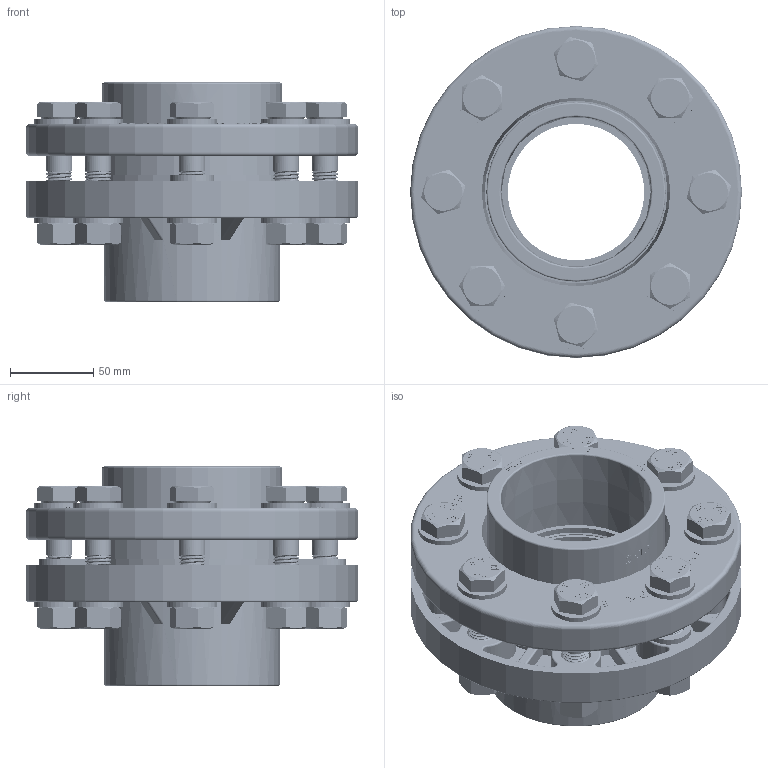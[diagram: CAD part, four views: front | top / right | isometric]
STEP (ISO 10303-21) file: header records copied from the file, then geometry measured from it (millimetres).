
FILE_DESCRIPTION(/* description */ (''),/* implementation_level */ '2;1');
FILE_NAME(/* name */ 'AF0706.000.090.step',/* time_stamp */ '2026-02-13T11:32:53+01:00',/* author */ (''),/* organization */ (''),/* preprocessor_version */ 'ST-DEVELOPER v20.1',/* originating_system */ 'Autodesk Translation Framework v14.24.0.0',/* authorisation */ '');
FILE_SCHEMA (('AUTOMOTIVE_DESIGN { 1 0 10303 214 3 1 1 }'));
Length unit declared in the file: millimetre
Products named in the file (7): 2026-02-13-07-50-12-920; 2026-02-13-08-51-43-319; 2026-02-13-08-51-36-358; 2026-02-13-08-51-48-582; 2026-02-13-10-23-30-893; DIN 125 - A 17 Stahl 100 HV Einfach; 2026-02-13-11-31-23-177
Assembly tree (28 placements, depth 2):
  2026-02-13-07-50-12-920
    2026-02-13-08-51-43-319
    2026-02-13-08-51-36-358
    2026-02-13-08-51-48-582
    2026-02-13-10-23-30-893
    2026-02-13-11-31-23-177  x8
    DIN 125 - A 17 Stahl 100 HV Einfach  x16
Bounding box: 199.9 x 199.9 x 132.45 mm (x, y, z)
Volume: 1227128.2 mm3; surface area: 372378.3 mm2
Topology: 36 solids, 36 shells, 2889 faces, 7691 edges, 5074 vertices
Faces by surface type: plane 1092, bspline 953, cylinder 677, torus 88, cone 79
Full cylindrical faces by diameter (mm): 3.5 x1, 4.667 x1, 13.534 x144, 14.023 x32, 15.822 x152, 16.25 x32, 17 x16, 18 x16, 19 x2, 30 x16, 82.2 x1, 84.1 x1, 85.8 x1, 90 x1, 105.5 x1, 108 x1, 109.8 x1, 121.8 x1, 199.6 x1, 199.9 x1
Entity records: 129728 total; most frequent: CARTESIAN_POINT 70506, ORIENTED_EDGE 14180, DIRECTION 8855, EDGE_CURVE 7090, VERTEX_POINT 4685, LINE 3607, VECTOR 3607, EDGE_LOOP 2881
